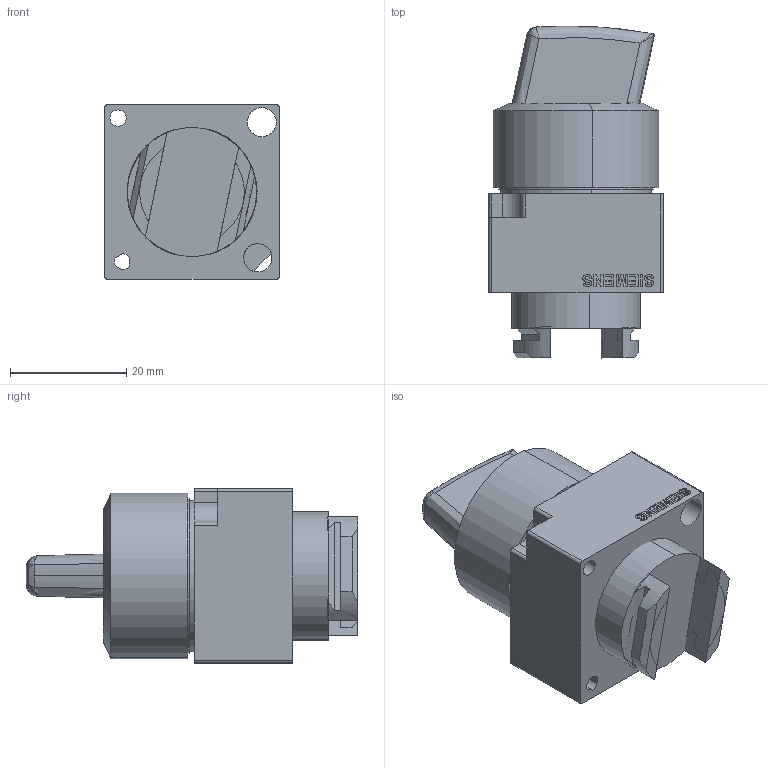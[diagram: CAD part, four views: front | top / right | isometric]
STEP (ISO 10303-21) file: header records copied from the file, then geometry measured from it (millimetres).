
FILE_DESCRIPTION (( 'STEP AP214' ), '1' );
FILE_NAME ('Heavy-Duty-Knebel-3SB3500-2PA11.STEP', '2005-12-09T07:52:32', ( 'CAT' ), ( 'Siemens AG' ), 'SwSTEP 2.0', 'SolidWorks 2005278', '' );
FILE_SCHEMA (( 'AUTOMOTIVE_DESIGN' ));
Length unit declared in the file: millimetre
Products named in the file (1): Heavy-Duty-Knebel-3SB3500-2PA11
Bounding box: 30 x 57.11 x 30 mm (x, y, z)
Volume: 28670 mm3; surface area: 12850.2 mm2
Topology: 5 solids, 5 shells, 296 faces, 791 edges, 519 vertices
Faces by surface type: plane 142, cylinder 85, bspline 54, cone 15
Entity records: 16917 total; most frequent: CARTESIAN_POINT 6789, ORIENTED_EDGE 1574, DIRECTION 1128, EDGE_CURVE 787, VERTEX_POINT 519, VECTOR 412, LINE 412, AXIS2_PLACEMENT_3D 358
